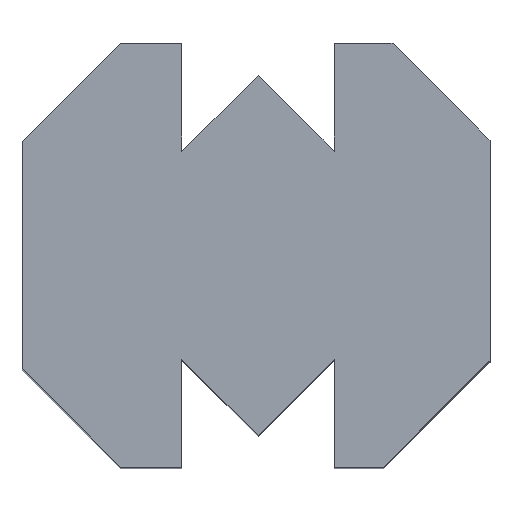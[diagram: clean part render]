
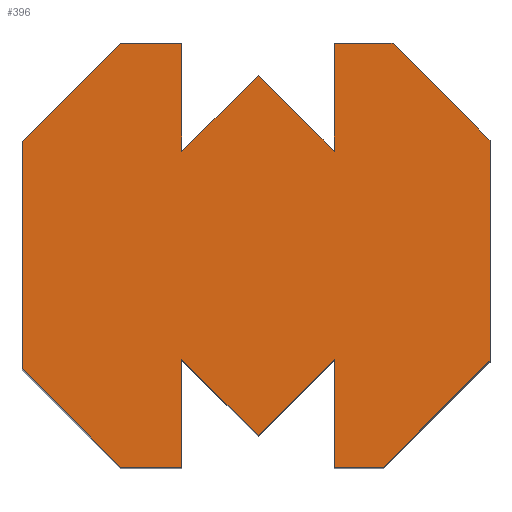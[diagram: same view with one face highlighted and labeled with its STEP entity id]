
A CAD part, top view. The second image highlights one B-rep face of the part: STEP entity #396.
In plain terms, the highlighted planar face has unit normal (0, 0, 1).
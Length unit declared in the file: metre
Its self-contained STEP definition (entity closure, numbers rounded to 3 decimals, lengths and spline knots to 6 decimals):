
#84=ORIENTED_EDGE('',*,*,#122,.F.);
#85=ORIENTED_EDGE('',*,*,#173,.F.);
#86=ORIENTED_EDGE('',*,*,#170,.F.);
#87=ORIENTED_EDGE('',*,*,#167,.F.);
#88=ORIENTED_EDGE('',*,*,#164,.F.);
#89=ORIENTED_EDGE('',*,*,#161,.F.);
#90=ORIENTED_EDGE('',*,*,#158,.F.);
#91=ORIENTED_EDGE('',*,*,#155,.F.);
#92=ORIENTED_EDGE('',*,*,#152,.F.);
#93=ORIENTED_EDGE('',*,*,#149,.F.);
#94=ORIENTED_EDGE('',*,*,#146,.F.);
#95=ORIENTED_EDGE('',*,*,#143,.F.);
#96=ORIENTED_EDGE('',*,*,#140,.F.);
#97=ORIENTED_EDGE('',*,*,#137,.F.);
#98=ORIENTED_EDGE('',*,*,#134,.F.);
#99=ORIENTED_EDGE('',*,*,#131,.F.);
#100=ORIENTED_EDGE('',*,*,#128,.F.);
#101=ORIENTED_EDGE('',*,*,#125,.F.);
#122=EDGE_CURVE('',#176,#177,#212,.T.);
#125=EDGE_CURVE('',#177,#179,#215,.T.);
#128=EDGE_CURVE('',#179,#181,#218,.T.);
#131=EDGE_CURVE('',#181,#183,#221,.T.);
#134=EDGE_CURVE('',#183,#185,#224,.T.);
#137=EDGE_CURVE('',#185,#187,#227,.T.);
#140=EDGE_CURVE('',#187,#189,#230,.T.);
#143=EDGE_CURVE('',#189,#191,#233,.T.);
#146=EDGE_CURVE('',#191,#193,#236,.T.);
#149=EDGE_CURVE('',#193,#195,#239,.T.);
#152=EDGE_CURVE('',#195,#197,#242,.T.);
#155=EDGE_CURVE('',#197,#199,#245,.T.);
#158=EDGE_CURVE('',#199,#201,#248,.T.);
#161=EDGE_CURVE('',#201,#203,#251,.T.);
#164=EDGE_CURVE('',#203,#205,#254,.T.);
#167=EDGE_CURVE('',#205,#207,#257,.T.);
#170=EDGE_CURVE('',#207,#209,#260,.T.);
#173=EDGE_CURVE('',#209,#176,#263,.T.);
#176=VERTEX_POINT('',#533);
#177=VERTEX_POINT('',#535);
#179=VERTEX_POINT('',#541);
#181=VERTEX_POINT('',#547);
#183=VERTEX_POINT('',#553);
#185=VERTEX_POINT('',#559);
#187=VERTEX_POINT('',#565);
#189=VERTEX_POINT('',#571);
#191=VERTEX_POINT('',#577);
#193=VERTEX_POINT('',#583);
#195=VERTEX_POINT('',#589);
#197=VERTEX_POINT('',#595);
#199=VERTEX_POINT('',#601);
#201=VERTEX_POINT('',#607);
#203=VERTEX_POINT('',#613);
#205=VERTEX_POINT('',#619);
#207=VERTEX_POINT('',#625);
#209=VERTEX_POINT('',#631);
#212=LINE('',#534,#266);
#215=LINE('',#540,#269);
#218=LINE('',#546,#272);
#221=LINE('',#552,#275);
#224=LINE('',#558,#278);
#227=LINE('',#564,#281);
#230=LINE('',#570,#284);
#233=LINE('',#576,#287);
#236=LINE('',#582,#290);
#239=LINE('',#588,#293);
#242=LINE('',#594,#296);
#245=LINE('',#600,#299);
#248=LINE('',#606,#302);
#251=LINE('',#612,#305);
#254=LINE('',#618,#308);
#257=LINE('',#624,#311);
#260=LINE('',#630,#314);
#263=LINE('',#635,#317);
#266=VECTOR('',#437,1.);
#269=VECTOR('',#442,1.);
#272=VECTOR('',#447,1.);
#275=VECTOR('',#452,1.);
#278=VECTOR('',#457,1.);
#281=VECTOR('',#462,1.);
#284=VECTOR('',#467,1.);
#287=VECTOR('',#472,1.);
#290=VECTOR('',#477,1.);
#293=VECTOR('',#482,1.);
#296=VECTOR('',#487,1.);
#299=VECTOR('',#492,1.);
#302=VECTOR('',#497,1.);
#305=VECTOR('',#502,1.);
#308=VECTOR('',#507,1.);
#311=VECTOR('',#512,1.);
#314=VECTOR('',#517,1.);
#317=VECTOR('',#522,1.);
#336=EDGE_LOOP('',(#84,#85,#86,#87,#88,#89,#90,#91,#92,#93,#94,#95,#96,
#97,#98,#99,#100,#101));
#356=FACE_BOUND('',#336,.T.);
#376=PLANE('',#429);
#396=ADVANCED_FACE('',(#356),#376,.F.);
#429=AXIS2_PLACEMENT_3D('',#636,#523,#524);
#437=DIRECTION('',(0.707,0.707,0.));
#442=DIRECTION('',(1.,0.,0.));
#447=DIRECTION('',(0.,-1.,0.));
#452=DIRECTION('',(0.709,0.705,0.));
#457=DIRECTION('',(0.707,-0.707,0.));
#462=DIRECTION('',(0.,1.,0.));
#467=DIRECTION('',(1.,0.,0.));
#472=DIRECTION('',(0.707,-0.707,0.));
#477=DIRECTION('',(0.,-1.,0.));
#482=DIRECTION('',(-0.707,-0.707,0.));
#487=DIRECTION('',(-1.,0.,0.));
#492=DIRECTION('',(0.,1.,0.));
#497=DIRECTION('',(-0.707,-0.707,0.));
#502=DIRECTION('',(-0.707,0.707,0.));
#507=DIRECTION('',(0.,-1.,0.));
#512=DIRECTION('',(-1.,0.,0.));
#517=DIRECTION('',(-0.707,0.707,0.));
#522=DIRECTION('',(0.,1.,0.));
#523=DIRECTION('',(0.,0.,-1.));
#524=DIRECTION('',(1.,0.,0.));
#533=CARTESIAN_POINT('',(-0.005698,-0.005259,0.045));
#534=CARTESIAN_POINT('',(-0.004471,-0.004031,0.045));
#535=CARTESIAN_POINT('',(-0.003243,-0.002804,0.045));
#540=CARTESIAN_POINT('',(-0.002473,-0.002804,0.045));
#541=CARTESIAN_POINT('',(-0.001703,-0.002804,0.045));
#546=CARTESIAN_POINT('',(-0.001703,-0.004153,0.045));
#547=CARTESIAN_POINT('',(-0.001703,-0.005503,0.045));
#552=CARTESIAN_POINT('',(-0.000749,-0.004553,0.045));
#553=CARTESIAN_POINT('',(0.000205,-0.003604,0.045));
#558=CARTESIAN_POINT('',(0.001154,-0.004553,0.045));
#559=CARTESIAN_POINT('',(0.002103,-0.005503,0.045));
#564=CARTESIAN_POINT('',(0.002103,-0.004153,0.045));
#565=CARTESIAN_POINT('',(0.002103,-0.002804,0.045));
#570=CARTESIAN_POINT('',(0.002839,-0.002804,0.045));
#571=CARTESIAN_POINT('',(0.003574,-0.002804,0.045));
#576=CARTESIAN_POINT('',(0.004786,-0.004016,0.045));
#577=CARTESIAN_POINT('',(0.005998,-0.005227,0.045));
#582=CARTESIAN_POINT('',(0.005998,-0.007985,0.045));
#583=CARTESIAN_POINT('',(0.005998,-0.010742,0.045));
#588=CARTESIAN_POINT('',(0.004669,-0.012071,0.045));
#589=CARTESIAN_POINT('',(0.00334,-0.0134,0.045));
#594=CARTESIAN_POINT('',(0.002721,-0.0134,0.045));
#595=CARTESIAN_POINT('',(0.002103,-0.0134,0.045));
#600=CARTESIAN_POINT('',(0.002103,-0.012049,0.045));
#601=CARTESIAN_POINT('',(0.002103,-0.010698,0.045));
#606=CARTESIAN_POINT('',(0.001152,-0.011649,0.045));
#607=CARTESIAN_POINT('',(0.000202,-0.0126,0.045));
#612=CARTESIAN_POINT('',(-0.00075,-0.011649,0.045));
#613=CARTESIAN_POINT('',(-0.001702,-0.010698,0.045));
#618=CARTESIAN_POINT('',(-0.001702,-0.012049,0.045));
#619=CARTESIAN_POINT('',(-0.001702,-0.0134,0.045));
#624=CARTESIAN_POINT('',(-0.002471,-0.0134,0.045));
#625=CARTESIAN_POINT('',(-0.003239,-0.0134,0.045));
#630=CARTESIAN_POINT('',(-0.004469,-0.01217,0.045));
#631=CARTESIAN_POINT('',(-0.005698,-0.010941,0.045));
#635=CARTESIAN_POINT('',(-0.005698,-0.0081,0.045));
#636=CARTESIAN_POINT('',(0.00015,-0.008102,0.045));
